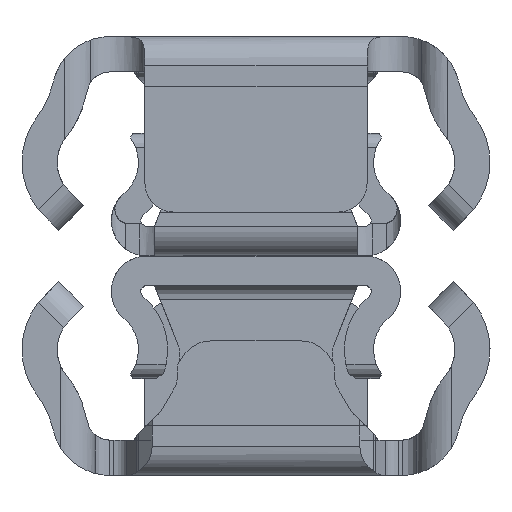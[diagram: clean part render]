
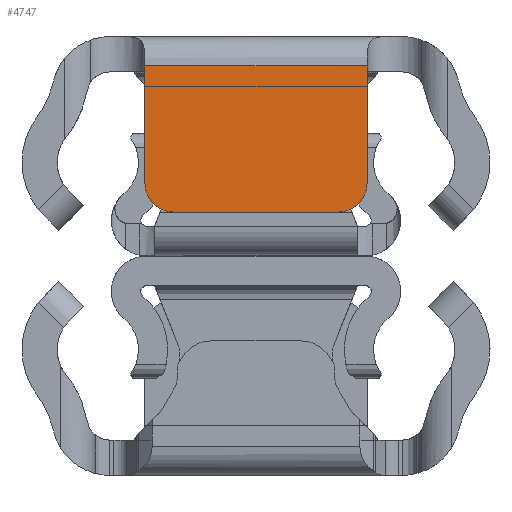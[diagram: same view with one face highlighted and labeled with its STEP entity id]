
A CAD part, left-side view. The second image highlights one B-rep face of the part: STEP entity #4747.
In plain terms, the highlighted face is planar.
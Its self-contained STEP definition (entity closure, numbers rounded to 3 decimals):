
#180 = AXIS2_PLACEMENT_3D ( 'NONE', #2441, #1554, #1275 ) ;
#330 = EDGE_CURVE ( 'NONE', #2612, #2216, #3174, .T. ) ;
#736 = ORIENTED_EDGE ( 'NONE', *, *, #5105, .F. ) ;
#738 = LINE ( 'NONE', #2414, #1389 ) ;
#850 = CIRCLE ( 'NONE', #5661, 1. ) ;
#992 = CARTESIAN_POINT ( 'NONE',  ( 200., -2.8, 5. ) ) ;
#1094 = FACE_OUTER_BOUND ( 'NONE', #2676, .T. ) ;
#1275 = DIRECTION ( 'NONE',  ( 0., 0., -1. ) ) ;
#1389 = VECTOR ( 'NONE', #2043, 1000. ) ;
#1504 = PLANE ( 'NONE',  #4098 ) ;
#1554 = DIRECTION ( 'NONE',  ( 1., 0., 0. ) ) ;
#1562 = DIRECTION ( 'NONE',  ( 0., 0., -1. ) ) ;
#1638 = LINE ( 'NONE', #2446, #3902 ) ;
#1640 = LINE ( 'NONE', #3851, #1774 ) ;
#1655 = EDGE_CURVE ( 'NONE', #4298, #4163, #3505, .T. ) ;
#1670 = CARTESIAN_POINT ( 'NONE',  ( 200., 3.8, 5. ) ) ;
#1714 = VERTEX_POINT ( 'NONE', #4964 ) ;
#1763 = ORIENTED_EDGE ( 'NONE', *, *, #1655, .T. ) ;
#1774 = VECTOR ( 'NONE', #1562, 1000. ) ;
#1782 = DIRECTION ( 'NONE',  ( 0., 1., 0. ) ) ;
#1894 = VECTOR ( 'NONE', #4559, 1000. ) ;
#2043 = DIRECTION ( 'NONE',  ( 0., 0., -1. ) ) ;
#2215 = LINE ( 'NONE', #4383, #5721 ) ;
#2216 = VERTEX_POINT ( 'NONE', #3359 ) ;
#2225 = DIRECTION ( 'NONE',  ( 1., 0., 0. ) ) ;
#2318 = ORIENTED_EDGE ( 'NONE', *, *, #330, .T. ) ;
#2414 = CARTESIAN_POINT ( 'NONE',  ( 200., -3.8, 1.2 ) ) ;
#2441 = CARTESIAN_POINT ( 'NONE',  ( 200., 2.8, 5. ) ) ;
#2446 = CARTESIAN_POINT ( 'NONE',  ( 200., -3.8, -1.8 ) ) ;
#2612 = VERTEX_POINT ( 'NONE', #4993 ) ;
#2662 = DIRECTION ( 'NONE',  ( 0., 0., -1. ) ) ;
#2676 = EDGE_LOOP ( 'NONE', ( #736, #4878, #2964, #1763, #3718, #2318, #4603, #3960 ) ) ;
#2747 = EDGE_CURVE ( 'NONE', #2216, #5293, #850, .T. ) ;
#2842 = EDGE_CURVE ( 'NONE', #4298, #3176, #1640, .T. ) ;
#2964 = ORIENTED_EDGE ( 'NONE', *, *, #2842, .F. ) ;
#3174 = LINE ( 'NONE', #3262, #3914 ) ;
#3176 = VERTEX_POINT ( 'NONE', #5473 ) ;
#3262 = CARTESIAN_POINT ( 'NONE',  ( 200., 2.8, 6. ) ) ;
#3359 = CARTESIAN_POINT ( 'NONE',  ( 200., -2.8, 6. ) ) ;
#3378 = EDGE_CURVE ( 'NONE', #4163, #2612, #3489, .T. ) ;
#3489 = CIRCLE ( 'NONE', #180, 1. ) ;
#3505 = LINE ( 'NONE', #5280, #1894 ) ;
#3718 = ORIENTED_EDGE ( 'NONE', *, *, #3378, .T. ) ;
#3786 = VERTEX_POINT ( 'NONE', #4689 ) ;
#3851 = CARTESIAN_POINT ( 'NONE',  ( 200., 3.8, -1.8 ) ) ;
#3902 = VECTOR ( 'NONE', #5114, 1000. ) ;
#3914 = VECTOR ( 'NONE', #4505, 1000. ) ;
#3960 = ORIENTED_EDGE ( 'NONE', *, *, #5582, .T. ) ;
#4098 = AXIS2_PLACEMENT_3D ( 'NONE', #5007, #5033, #4569 ) ;
#4163 = VERTEX_POINT ( 'NONE', #1670 ) ;
#4298 = VERTEX_POINT ( 'NONE', #4797 ) ;
#4349 = EDGE_CURVE ( 'NONE', #3786, #3176, #2215, .T. ) ;
#4383 = CARTESIAN_POINT ( 'NONE',  ( 200., 3.8, 1. ) ) ;
#4505 = DIRECTION ( 'NONE',  ( 0., -1., 0. ) ) ;
#4559 = DIRECTION ( 'NONE',  ( 0., 0., 1. ) ) ;
#4569 = DIRECTION ( 'NONE',  ( 0., 0., -1. ) ) ;
#4603 = ORIENTED_EDGE ( 'NONE', *, *, #2747, .T. ) ;
#4689 = CARTESIAN_POINT ( 'NONE',  ( 200., -3.8, 1. ) ) ;
#4747 = ADVANCED_FACE ( 'NONE', ( #1094 ), #1504, .T. ) ;
#4797 = CARTESIAN_POINT ( 'NONE',  ( 200., 3.8, 1.2 ) ) ;
#4878 = ORIENTED_EDGE ( 'NONE', *, *, #4349, .T. ) ;
#4964 = CARTESIAN_POINT ( 'NONE',  ( 200., -3.8, 1.2 ) ) ;
#4993 = CARTESIAN_POINT ( 'NONE',  ( 200., 2.8, 6. ) ) ;
#5007 = CARTESIAN_POINT ( 'NONE',  ( 200., -4.983, 2. ) ) ;
#5033 = DIRECTION ( 'NONE',  ( 1., 0., 0. ) ) ;
#5105 = EDGE_CURVE ( 'NONE', #3786, #1714, #1638, .T. ) ;
#5114 = DIRECTION ( 'NONE',  ( 0., 0., 1. ) ) ;
#5256 = CARTESIAN_POINT ( 'NONE',  ( 200., -3.8, 5. ) ) ;
#5280 = CARTESIAN_POINT ( 'NONE',  ( 200., 3.8, 1.2 ) ) ;
#5293 = VERTEX_POINT ( 'NONE', #5256 ) ;
#5473 = CARTESIAN_POINT ( 'NONE',  ( 200., 3.8, 1. ) ) ;
#5582 = EDGE_CURVE ( 'NONE', #5293, #1714, #738, .T. ) ;
#5661 = AXIS2_PLACEMENT_3D ( 'NONE', #992, #2225, #2662 ) ;
#5721 = VECTOR ( 'NONE', #1782, 1000. ) ;
